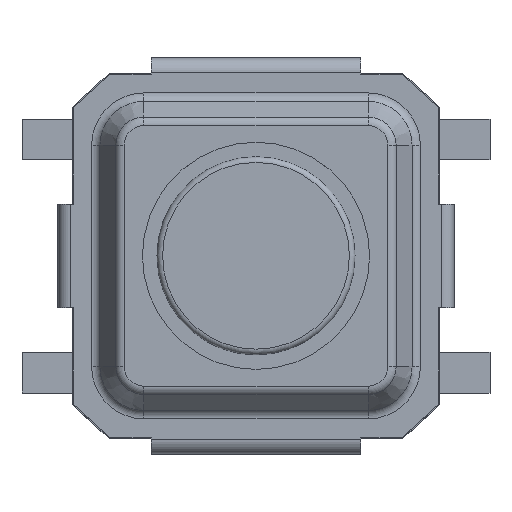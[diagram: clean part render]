
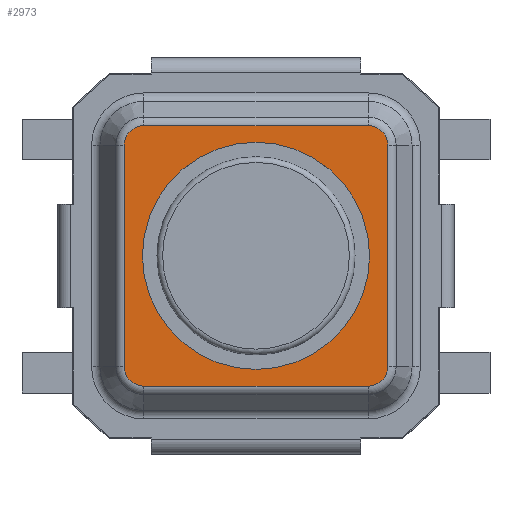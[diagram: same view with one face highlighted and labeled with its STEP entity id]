
A CAD part, top view. The second image highlights one B-rep face of the part: STEP entity #2973.
In plain terms, the highlighted planar face has unit normal (0, 0, 1).
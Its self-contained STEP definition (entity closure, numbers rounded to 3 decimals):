
#91=CIRCLE('',#3131,0.974);
#92=CIRCLE('',#3132,0.169);
#93=CIRCLE('',#3133,0.169);
#94=CIRCLE('',#3134,0.169);
#95=CIRCLE('',#3135,0.169);
#548=ORIENTED_EDGE('',*,*,#982,.T.);
#549=ORIENTED_EDGE('',*,*,#983,.T.);
#550=ORIENTED_EDGE('',*,*,#984,.T.);
#551=ORIENTED_EDGE('',*,*,#985,.T.);
#552=ORIENTED_EDGE('',*,*,#986,.T.);
#553=ORIENTED_EDGE('',*,*,#987,.T.);
#554=ORIENTED_EDGE('',*,*,#988,.T.);
#555=ORIENTED_EDGE('',*,*,#989,.T.);
#556=ORIENTED_EDGE('',*,*,#990,.T.);
#982=EDGE_CURVE('',#1223,#1223,#91,.T.);
#983=EDGE_CURVE('',#1224,#1225,#92,.F.);
#984=EDGE_CURVE('',#1225,#1226,#1464,.F.);
#985=EDGE_CURVE('',#1226,#1227,#93,.F.);
#986=EDGE_CURVE('',#1227,#1228,#1465,.F.);
#987=EDGE_CURVE('',#1228,#1229,#94,.F.);
#988=EDGE_CURVE('',#1229,#1230,#1466,.F.);
#989=EDGE_CURVE('',#1230,#1231,#95,.F.);
#990=EDGE_CURVE('',#1231,#1224,#1467,.F.);
#1223=VERTEX_POINT('',#4290);
#1224=VERTEX_POINT('',#4292);
#1225=VERTEX_POINT('',#4293);
#1226=VERTEX_POINT('',#4295);
#1227=VERTEX_POINT('',#4297);
#1228=VERTEX_POINT('',#4299);
#1229=VERTEX_POINT('',#4301);
#1230=VERTEX_POINT('',#4303);
#1231=VERTEX_POINT('',#4305);
#1464=LINE('',#4294,#1716);
#1465=LINE('',#4298,#1717);
#1466=LINE('',#4302,#1718);
#1467=LINE('',#4306,#1719);
#1716=VECTOR('',#3625,1000.);
#1717=VECTOR('',#3628,1000.);
#1718=VECTOR('',#3631,1000.);
#1719=VECTOR('',#3634,1000.);
#1835=EDGE_LOOP('',(#548));
#1836=EDGE_LOOP('',(#549,#550,#551,#552,#553,#554,#555,#556));
#1957=FACE_BOUND('',#1835,.T.);
#1958=FACE_BOUND('',#1836,.T.);
#2062=PLANE('',#3130);
#2973=ADVANCED_FACE('',(#1957,#1958),#2062,.F.);
#3130=AXIS2_PLACEMENT_3D('',#4288,#3619,#3620);
#3131=AXIS2_PLACEMENT_3D('',#4289,#3621,#3622);
#3132=AXIS2_PLACEMENT_3D('',#4291,#3623,#3624);
#3133=AXIS2_PLACEMENT_3D('',#4296,#3626,#3627);
#3134=AXIS2_PLACEMENT_3D('',#4300,#3629,#3630);
#3135=AXIS2_PLACEMENT_3D('',#4304,#3632,#3633);
#3619=DIRECTION('',(0.,0.,-1.));
#3620=DIRECTION('',(-1.,0.,0.));
#3621=DIRECTION('',(0.,0.,-1.));
#3622=DIRECTION('',(-1.,0.,0.));
#3623=DIRECTION('',(0.,0.,-1.));
#3624=DIRECTION('',(-1.,0.,0.));
#3625=DIRECTION('',(0.,-1.,0.));
#3626=DIRECTION('',(0.,0.,-1.));
#3627=DIRECTION('',(-1.,0.,0.));
#3628=DIRECTION('',(1.,0.,0.));
#3629=DIRECTION('',(0.,0.,-1.));
#3630=DIRECTION('',(-1.,0.,0.));
#3631=DIRECTION('',(0.,1.,0.));
#3632=DIRECTION('',(0.,0.,-1.));
#3633=DIRECTION('',(-1.,0.,0.));
#3634=DIRECTION('',(-1.,0.,0.));
#4288=CARTESIAN_POINT('',(0.962,0.949,1.215));
#4289=CARTESIAN_POINT('',(0.,0.,1.215));
#4290=CARTESIAN_POINT('',(-0.974,0.,1.215));
#4291=CARTESIAN_POINT('',(0.962,-0.949,1.215));
#4292=CARTESIAN_POINT('',(0.962,-1.118,1.215));
#4293=CARTESIAN_POINT('',(1.13,-0.949,1.215));
#4294=CARTESIAN_POINT('',(1.13,0.949,1.215));
#4295=CARTESIAN_POINT('',(1.13,0.949,1.215));
#4296=CARTESIAN_POINT('',(0.962,0.949,1.215));
#4297=CARTESIAN_POINT('',(0.962,1.118,1.215));
#4298=CARTESIAN_POINT('',(-0.962,1.118,1.215));
#4299=CARTESIAN_POINT('',(-0.962,1.118,1.215));
#4300=CARTESIAN_POINT('',(-0.962,0.949,1.215));
#4301=CARTESIAN_POINT('',(-1.13,0.949,1.215));
#4302=CARTESIAN_POINT('',(-1.13,-0.949,1.215));
#4303=CARTESIAN_POINT('',(-1.13,-0.949,1.215));
#4304=CARTESIAN_POINT('',(-0.962,-0.949,1.215));
#4305=CARTESIAN_POINT('',(-0.962,-1.118,1.215));
#4306=CARTESIAN_POINT('',(0.962,-1.118,1.215));
